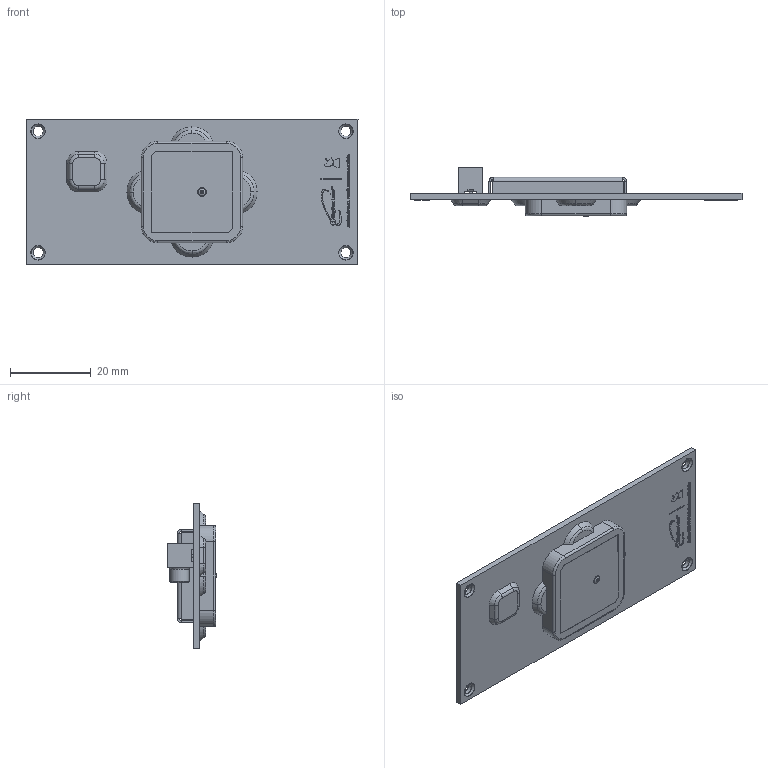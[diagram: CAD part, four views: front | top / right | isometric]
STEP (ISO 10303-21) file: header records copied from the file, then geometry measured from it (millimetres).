
FILE_DESCRIPTION(/* description */ (''),/* implementation_level */ '2;1');
FILE_SCHEMA (('AUTOMOTIVE_DESIGN { 1 0 10303 214 3 1 1 }'));
Length unit declared in the file: millimetre
Products named in the file (11): PCB; cu; GPS25_1; GPS25_2; GPS25; shield; r213665000; logo_master; Součást1; microPATCH_L1
Bounding box: 82 x 12.25 x 36 mm (x, y, z)
Volume: 7913.5 mm3; surface area: 12060.5 mm2
Topology: 64 solids, 64 shells, 767 faces, 1819 edges, 1190 vertices
Faces by surface type: plane 555, bspline 126, cylinder 50, cone 26, torus 10
Full cylindrical faces by diameter (mm): 0.83 x2, 1 x3, 2.5 x4, 2.6 x4, 3.04 x1, 3.45 x1, 3.6 x5, 4.8 x1
Entity records: 29562 total; most frequent: CARTESIAN_POINT 12470, ORIENTED_EDGE 3556, DIRECTION 2993, EDGE_CURVE 1778, LINE 1345, VECTOR 1345, VERTEX_POINT 1185, EDGE_LOOP 861
